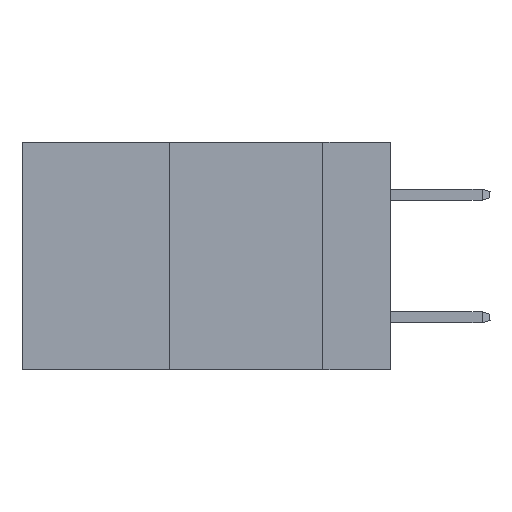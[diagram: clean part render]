
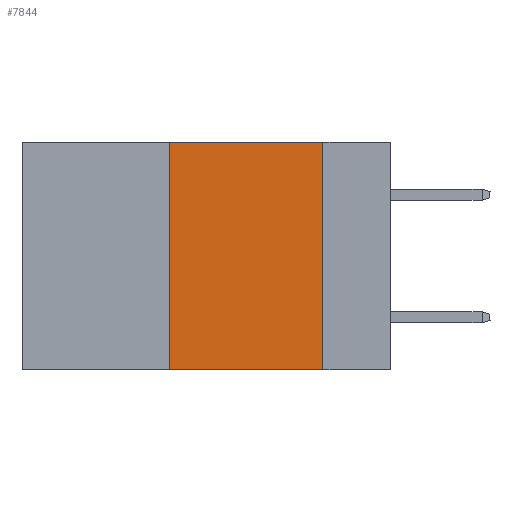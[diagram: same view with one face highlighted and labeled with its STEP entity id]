
A CAD part, left-side view. The second image highlights one B-rep face of the part: STEP entity #7844.
In plain terms, the highlighted planar face has unit normal (-1, 0, 0).
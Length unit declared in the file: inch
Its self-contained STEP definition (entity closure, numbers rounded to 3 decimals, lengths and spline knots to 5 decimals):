
#48 = VERTEX_POINT ( 'NONE', #6236 ) ;
#584 = EDGE_CURVE ( 'NONE', #48, #6886, #5470, .T. ) ;
#1180 = ORIENTED_EDGE ( 'NONE', *, *, #584, .F. ) ;
#1313 = DIRECTION ( 'NONE',  ( 0., 0., 1. ) ) ;
#1327 = CARTESIAN_POINT ( 'NONE',  ( 0., 0.36, 0. ) ) ;
#1704 = CARTESIAN_POINT ( 'NONE',  ( 0., 0.6, 0. ) ) ;
#1725 = VERTEX_POINT ( 'NONE', #5554 ) ;
#1885 = LINE ( 'NONE', #3647, #5864 ) ;
#3114 = CARTESIAN_POINT ( 'NONE',  ( 0., 0.6, 0. ) ) ;
#3563 = AXIS2_PLACEMENT_3D ( 'NONE', #3114, #8335, #3935 ) ;
#3647 = CARTESIAN_POINT ( 'NONE',  ( 0., 0.6, -0.37 ) ) ;
#3666 = ORIENTED_EDGE ( 'NONE', *, *, #6646, .F. ) ;
#3692 = EDGE_CURVE ( 'NONE', #6886, #5799, #9478, .T. ) ;
#3718 = VECTOR ( 'NONE', #9606, 39.37008 ) ;
#3913 = VECTOR ( 'NONE', #8684, 39.37008 ) ;
#3935 = DIRECTION ( 'NONE',  ( 0., 0., -1. ) ) ;
#5470 = LINE ( 'NONE', #1704, #3913 ) ;
#5554 = CARTESIAN_POINT ( 'NONE',  ( 0., 0.36, -0.37 ) ) ;
#5758 = EDGE_LOOP ( 'NONE', ( #7979, #1180, #3666, #9252 ) ) ;
#5799 = VERTEX_POINT ( 'NONE', #6281 ) ;
#5864 = VECTOR ( 'NONE', #8099, 39.37008 ) ;
#6236 = CARTESIAN_POINT ( 'NONE',  ( 0., 0.36, 0. ) ) ;
#6281 = CARTESIAN_POINT ( 'NONE',  ( 0., 0.11, -0.37 ) ) ;
#6646 = EDGE_CURVE ( 'NONE', #1725, #48, #7620, .T. ) ;
#6683 = CARTESIAN_POINT ( 'NONE',  ( 0., 0.11, 0. ) ) ;
#6886 = VERTEX_POINT ( 'NONE', #6683 ) ;
#7620 = LINE ( 'NONE', #1327, #9190 ) ;
#7844 = ADVANCED_FACE ( 'NONE', ( #9561 ), #9630, .F. ) ;
#7979 = ORIENTED_EDGE ( 'NONE', *, *, #3692, .F. ) ;
#8099 = DIRECTION ( 'NONE',  ( 0., -1., 0. ) ) ;
#8276 = EDGE_CURVE ( 'NONE', #1725, #5799, #1885, .T. ) ;
#8335 = DIRECTION ( 'NONE',  ( 1., 0., 0. ) ) ;
#8684 = DIRECTION ( 'NONE',  ( 0., -1., 0. ) ) ;
#9190 = VECTOR ( 'NONE', #1313, 39.37008 ) ;
#9252 = ORIENTED_EDGE ( 'NONE', *, *, #8276, .T. ) ;
#9478 = LINE ( 'NONE', #9519, #3718 ) ;
#9519 = CARTESIAN_POINT ( 'NONE',  ( 0., 0.11, 0. ) ) ;
#9561 = FACE_OUTER_BOUND ( 'NONE', #5758, .T. ) ;
#9606 = DIRECTION ( 'NONE',  ( 0., 0., -1. ) ) ;
#9630 = PLANE ( 'NONE',  #3563 ) ;
